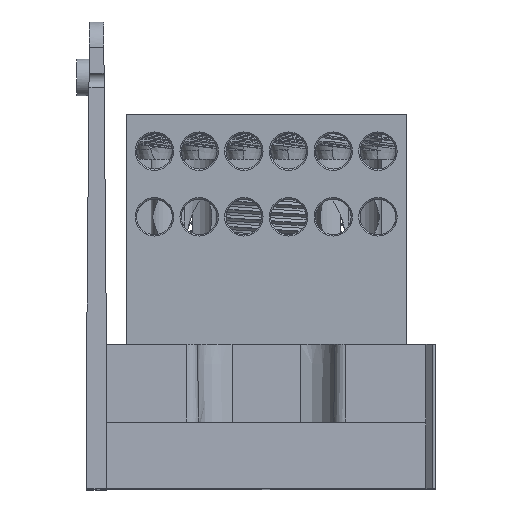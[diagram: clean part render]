
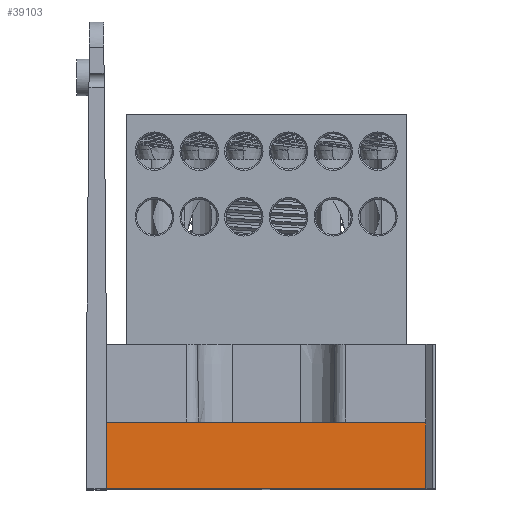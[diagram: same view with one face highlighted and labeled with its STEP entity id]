
A CAD part, top view. The second image highlights one B-rep face of the part: STEP entity #39103.
In plain terms, the highlighted planar face has unit normal (0, -0.035, -0.999).
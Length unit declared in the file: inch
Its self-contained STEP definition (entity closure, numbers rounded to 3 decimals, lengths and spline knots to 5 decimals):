
#500 = DIRECTION ( 'NONE',  ( -1., 0., 0. ) ) ;
#2136 = DIRECTION ( 'NONE',  ( 0., 0.035, 0.999 ) ) ;
#3584 = CARTESIAN_POINT ( 'NONE',  ( -1.215, 0., 2.75 ) ) ;
#5161 = VERTEX_POINT ( 'NONE', #6164 ) ;
#5681 = CARTESIAN_POINT ( 'NONE',  ( 1.215, 0., 2.75 ) ) ;
#6153 = VERTEX_POINT ( 'NONE', #3584 ) ;
#6164 = CARTESIAN_POINT ( 'NONE',  ( -1.215, 0.5, 2.73254 ) ) ;
#7961 = LINE ( 'NONE', #5681, #25703 ) ;
#8869 = LINE ( 'NONE', #20785, #25562 ) ;
#8961 = DIRECTION ( 'NONE',  ( 0., 0.999, -0.035 ) ) ;
#13024 = DIRECTION ( 'NONE',  ( 0., -0.999, 0.035 ) ) ;
#13026 = CARTESIAN_POINT ( 'NONE',  ( -1.215, 0., 2.75 ) ) ;
#13599 = DIRECTION ( 'NONE',  ( -1., 0., 0. ) ) ;
#13609 = EDGE_CURVE ( 'NONE', #35879, #6153, #40189, .T. ) ;
#15711 = EDGE_LOOP ( 'NONE', ( #39205, #24671, #23119, #20793 ) ) ;
#16821 = EDGE_CURVE ( 'NONE', #35879, #39659, #7961, .T. ) ;
#19581 = CARTESIAN_POINT ( 'NONE',  ( 1.215, 0., 2.75 ) ) ;
#20785 = CARTESIAN_POINT ( 'NONE',  ( -1.215, 0.5, 2.73254 ) ) ;
#20793 = ORIENTED_EDGE ( 'NONE', *, *, #13609, .T. ) ;
#22242 = CARTESIAN_POINT ( 'NONE',  ( -1.215, 0., 2.75 ) ) ;
#23119 = ORIENTED_EDGE ( 'NONE', *, *, #16821, .F. ) ;
#23210 = CARTESIAN_POINT ( 'NONE',  ( 1.215, 0.5, 2.73254 ) ) ;
#23414 = LINE ( 'NONE', #26209, #32235 ) ;
#24117 = FACE_OUTER_BOUND ( 'NONE', #15711, .T. ) ;
#24671 = ORIENTED_EDGE ( 'NONE', *, *, #29051, .F. ) ;
#25562 = VECTOR ( 'NONE', #500, 39.37008 ) ;
#25586 = DIRECTION ( 'NONE',  ( 0., -0.999, 0.035 ) ) ;
#25703 = VECTOR ( 'NONE', #8961, 39.37008 ) ;
#26209 = CARTESIAN_POINT ( 'NONE',  ( -1.215, 0.5, 2.73254 ) ) ;
#29051 = EDGE_CURVE ( 'NONE', #39659, #5161, #8869, .T. ) ;
#30732 = PLANE ( 'NONE',  #43002 ) ;
#31360 = VECTOR ( 'NONE', #13599, 39.37008 ) ;
#32235 = VECTOR ( 'NONE', #13024, 39.37008 ) ;
#34475 = EDGE_CURVE ( 'NONE', #5161, #6153, #23414, .T. ) ;
#35879 = VERTEX_POINT ( 'NONE', #19581 ) ;
#39103 = ADVANCED_FACE ( 'NONE', ( #24117 ), #30732, .F. ) ;
#39205 = ORIENTED_EDGE ( 'NONE', *, *, #34475, .F. ) ;
#39659 = VERTEX_POINT ( 'NONE', #23210 ) ;
#40189 = LINE ( 'NONE', #13026, #31360 ) ;
#43002 = AXIS2_PLACEMENT_3D ( 'NONE', #22242, #2136, #25586 ) ;
